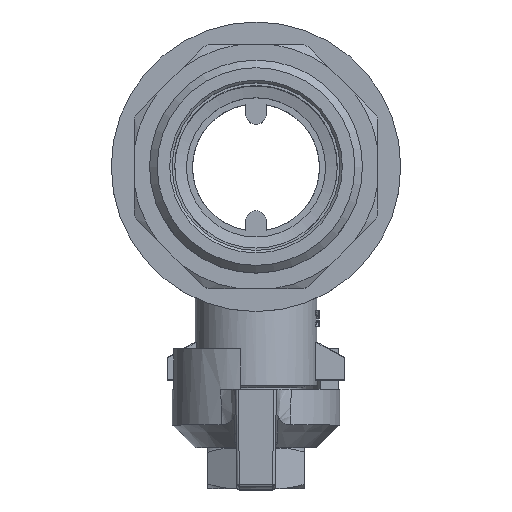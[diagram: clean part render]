
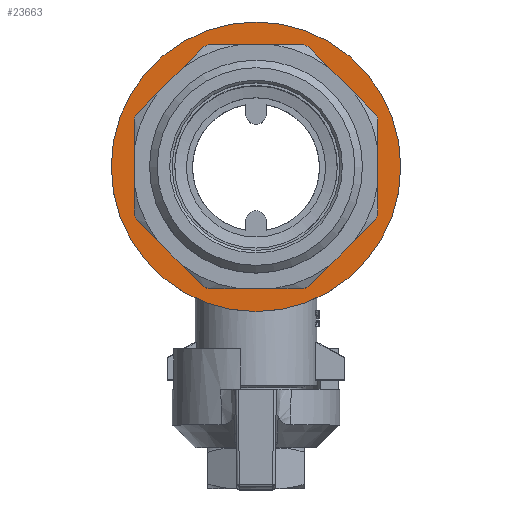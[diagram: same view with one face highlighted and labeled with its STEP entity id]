
A CAD part, top view. The second image highlights one B-rep face of the part: STEP entity #23663.
In plain terms, the highlighted face is planar.
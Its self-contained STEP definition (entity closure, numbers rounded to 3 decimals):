
#2042=PLANE('',#33988);
#3212=LINE('',#46662,#4630);
#3213=LINE('',#46663,#4631);
#3214=LINE('',#46664,#4632);
#3215=LINE('',#46665,#4633);
#3216=LINE('',#46666,#4634);
#3217=LINE('',#46667,#4635);
#3218=LINE('',#46668,#4636);
#3219=LINE('',#46669,#4637);
#4630=VECTOR('',#37768,1000.);
#4631=VECTOR('',#37769,1000.);
#4632=VECTOR('',#37770,1000.);
#4633=VECTOR('',#37771,1000.);
#4634=VECTOR('',#37772,1000.);
#4635=VECTOR('',#37773,1000.);
#4636=VECTOR('',#37774,1000.);
#4637=VECTOR('',#37775,1000.);
#6269=ORIENTED_EDGE('',*,*,#13563,.T.);
#6270=ORIENTED_EDGE('',*,*,#13632,.F.);
#6271=ORIENTED_EDGE('',*,*,#13569,.T.);
#6272=ORIENTED_EDGE('',*,*,#13633,.F.);
#6273=ORIENTED_EDGE('',*,*,#13591,.T.);
#6274=ORIENTED_EDGE('',*,*,#13634,.F.);
#6275=ORIENTED_EDGE('',*,*,#13587,.T.);
#6276=ORIENTED_EDGE('',*,*,#13635,.F.);
#6277=ORIENTED_EDGE('',*,*,#13583,.T.);
#6278=ORIENTED_EDGE('',*,*,#13636,.F.);
#6279=ORIENTED_EDGE('',*,*,#13579,.T.);
#6280=ORIENTED_EDGE('',*,*,#13637,.F.);
#6281=ORIENTED_EDGE('',*,*,#13575,.T.);
#6282=ORIENTED_EDGE('',*,*,#13638,.F.);
#6283=ORIENTED_EDGE('',*,*,#13571,.T.);
#6284=ORIENTED_EDGE('',*,*,#13639,.F.);
#6285=ORIENTED_EDGE('',*,*,#13627,.F.);
#13563=EDGE_CURVE('',#17278,#17276,#19753,.T.);
#13569=EDGE_CURVE('',#17281,#17283,#19756,.T.);
#13571=EDGE_CURVE('',#17286,#17284,#19757,.T.);
#13575=EDGE_CURVE('',#17290,#17288,#19759,.T.);
#13579=EDGE_CURVE('',#17294,#17292,#19761,.T.);
#13583=EDGE_CURVE('',#17298,#17296,#19763,.T.);
#13587=EDGE_CURVE('',#17302,#17300,#19765,.T.);
#13591=EDGE_CURVE('',#17306,#17304,#19767,.T.);
#13627=EDGE_CURVE('',#17325,#17325,#19778,.T.);
#13632=EDGE_CURVE('',#17281,#17276,#3212,.T.);
#13633=EDGE_CURVE('',#17306,#17283,#3213,.T.);
#13634=EDGE_CURVE('',#17302,#17304,#3214,.T.);
#13635=EDGE_CURVE('',#17298,#17300,#3215,.T.);
#13636=EDGE_CURVE('',#17294,#17296,#3216,.T.);
#13637=EDGE_CURVE('',#17290,#17292,#3217,.T.);
#13638=EDGE_CURVE('',#17286,#17288,#3218,.T.);
#13639=EDGE_CURVE('',#17278,#17284,#3219,.T.);
#17276=VERTEX_POINT('',#46470);
#17278=VERTEX_POINT('',#46473);
#17281=VERTEX_POINT('',#46480);
#17283=VERTEX_POINT('',#46484);
#17284=VERTEX_POINT('',#46488);
#17286=VERTEX_POINT('',#46491);
#17288=VERTEX_POINT('',#46497);
#17290=VERTEX_POINT('',#46500);
#17292=VERTEX_POINT('',#46506);
#17294=VERTEX_POINT('',#46509);
#17296=VERTEX_POINT('',#46515);
#17298=VERTEX_POINT('',#46518);
#17300=VERTEX_POINT('',#46524);
#17302=VERTEX_POINT('',#46527);
#17304=VERTEX_POINT('',#46533);
#17306=VERTEX_POINT('',#46536);
#17325=VERTEX_POINT('',#46649);
#19753=CIRCLE('',#33938,25.75);
#19756=CIRCLE('',#33942,25.75);
#19757=CIRCLE('',#33944,25.75);
#19759=CIRCLE('',#33947,25.75);
#19761=CIRCLE('',#33950,25.75);
#19763=CIRCLE('',#33953,25.75);
#19765=CIRCLE('',#33956,25.75);
#19767=CIRCLE('',#33959,25.75);
#19778=CIRCLE('',#33980,28.5);
#20335=EDGE_LOOP('',(#6269,#6270,#6271,#6272,#6273,#6274,#6275,#6276,#6277,
#6278,#6279,#6280,#6281,#6282,#6283,#6284));
#20336=EDGE_LOOP('',(#6285));
#21929=FACE_BOUND('',#20335,.T.);
#21930=FACE_BOUND('',#20336,.T.);
#23663=ADVANCED_FACE('',(#21929,#21930),#2042,.F.);
#33938=AXIS2_PLACEMENT_3D('',#46472,#37643,#37644);
#33942=AXIS2_PLACEMENT_3D('',#46485,#37654,#37655);
#33944=AXIS2_PLACEMENT_3D('',#46490,#37659,#37660);
#33947=AXIS2_PLACEMENT_3D('',#46499,#37667,#37668);
#33950=AXIS2_PLACEMENT_3D('',#46508,#37675,#37676);
#33953=AXIS2_PLACEMENT_3D('',#46517,#37683,#37684);
#33956=AXIS2_PLACEMENT_3D('',#46526,#37691,#37692);
#33959=AXIS2_PLACEMENT_3D('',#46535,#37699,#37700);
#33980=AXIS2_PLACEMENT_3D('',#46648,#37750,#37751);
#33988=AXIS2_PLACEMENT_3D('',#46661,#37766,#37767);
#37643=DIRECTION('',(0.,1.,0.));
#37644=DIRECTION('',(1.,0.,0.));
#37654=DIRECTION('',(0.,1.,0.));
#37655=DIRECTION('',(1.,0.,0.));
#37659=DIRECTION('',(0.,1.,0.));
#37660=DIRECTION('',(1.,0.,0.));
#37667=DIRECTION('',(0.,1.,0.));
#37668=DIRECTION('',(1.,0.,0.));
#37675=DIRECTION('',(0.,1.,0.));
#37676=DIRECTION('',(1.,0.,0.));
#37683=DIRECTION('',(0.,1.,0.));
#37684=DIRECTION('',(1.,0.,0.));
#37691=DIRECTION('',(0.,1.,0.));
#37692=DIRECTION('',(1.,0.,0.));
#37699=DIRECTION('',(0.,1.,0.));
#37700=DIRECTION('',(1.,0.,0.));
#37750=DIRECTION('',(0.,1.,0.));
#37751=DIRECTION('',(1.,0.,0.));
#37766=DIRECTION('',(0.,1.,0.));
#37767=DIRECTION('',(0.,0.,1.));
#37768=DIRECTION('',(0.707,0.,0.707));
#37769=DIRECTION('',(1.,0.,0.));
#37770=DIRECTION('',(0.707,0.,-0.707));
#37771=DIRECTION('',(0.,0.,-1.));
#37772=DIRECTION('',(-0.707,0.,-0.707));
#37773=DIRECTION('',(-1.,0.,0.));
#37774=DIRECTION('',(-0.707,0.,0.707));
#37775=DIRECTION('',(0.,0.,1.));
#46470=CARTESIAN_POINT('',(23.568,24.6,-10.373));
#46472=CARTESIAN_POINT('',(0.,24.6,0.));
#46473=CARTESIAN_POINT('',(24.,24.6,-9.331));
#46480=CARTESIAN_POINT('',(10.373,24.6,-23.568));
#46484=CARTESIAN_POINT('',(9.331,24.6,-24.));
#46485=CARTESIAN_POINT('',(0.,24.6,0.));
#46488=CARTESIAN_POINT('',(24.,24.6,9.331));
#46490=CARTESIAN_POINT('',(0.,24.6,0.));
#46491=CARTESIAN_POINT('',(23.568,24.6,10.373));
#46497=CARTESIAN_POINT('',(10.373,24.6,23.568));
#46499=CARTESIAN_POINT('',(0.,24.6,0.));
#46500=CARTESIAN_POINT('',(9.331,24.6,24.));
#46506=CARTESIAN_POINT('',(-9.331,24.6,24.));
#46508=CARTESIAN_POINT('',(0.,24.6,0.));
#46509=CARTESIAN_POINT('',(-10.373,24.6,23.568));
#46515=CARTESIAN_POINT('',(-23.568,24.6,10.373));
#46517=CARTESIAN_POINT('',(0.,24.6,0.));
#46518=CARTESIAN_POINT('',(-24.,24.6,9.331));
#46524=CARTESIAN_POINT('',(-24.,24.6,-9.331));
#46526=CARTESIAN_POINT('',(0.,24.6,0.));
#46527=CARTESIAN_POINT('',(-23.568,24.6,-10.373));
#46533=CARTESIAN_POINT('',(-10.373,24.6,-23.568));
#46535=CARTESIAN_POINT('',(0.,24.6,0.));
#46536=CARTESIAN_POINT('',(-9.331,24.6,-24.));
#46648=CARTESIAN_POINT('',(0.,24.6,0.));
#46649=CARTESIAN_POINT('',(28.5,24.6,0.));
#46661=CARTESIAN_POINT('',(0.,24.6,0.));
#46662=CARTESIAN_POINT('',(9.941,24.6,-24.));
#46663=CARTESIAN_POINT('',(-9.941,24.6,-24.));
#46664=CARTESIAN_POINT('',(-24.,24.6,-9.941));
#46665=CARTESIAN_POINT('',(-24.,24.6,9.941));
#46666=CARTESIAN_POINT('',(-9.941,24.6,24.));
#46667=CARTESIAN_POINT('',(9.941,24.6,24.));
#46668=CARTESIAN_POINT('',(24.,24.6,9.941));
#46669=CARTESIAN_POINT('',(24.,24.6,-9.941));
